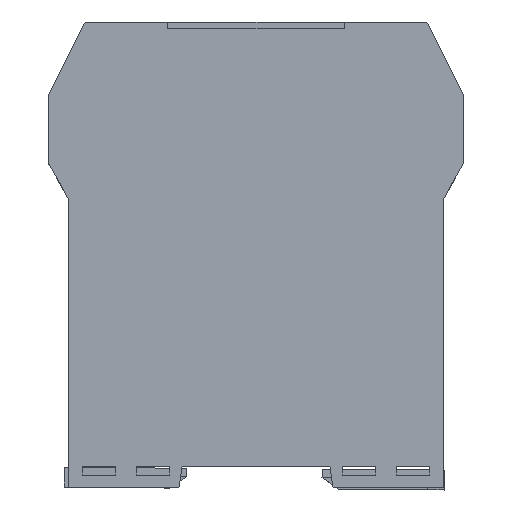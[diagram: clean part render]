
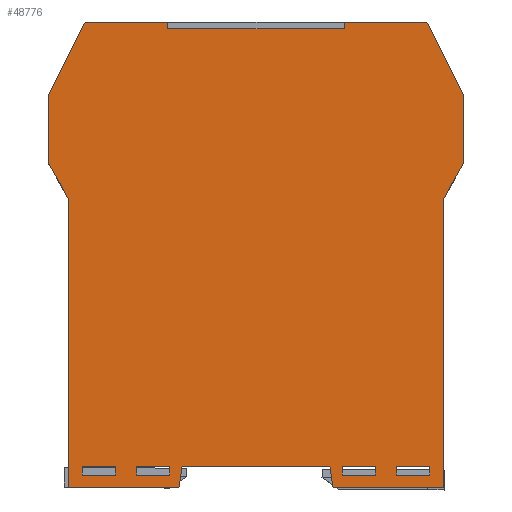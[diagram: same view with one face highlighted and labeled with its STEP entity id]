
A CAD part, top view. The second image highlights one B-rep face of the part: STEP entity #48776.
In plain terms, the highlighted planar face has unit normal (0, 0, 1).
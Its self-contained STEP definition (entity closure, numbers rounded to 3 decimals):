
#1218=LINE('',#69214,#7234);
#1222=LINE('',#69223,#7238);
#1226=LINE('',#69232,#7242);
#1230=LINE('',#69241,#7246);
#1244=LINE('',#69270,#7260);
#1248=LINE('',#69279,#7264);
#1252=LINE('',#69288,#7268);
#1256=LINE('',#69297,#7272);
#1276=LINE('',#69335,#7292);
#1287=LINE('',#69357,#7303);
#1300=LINE('',#69381,#7316);
#1311=LINE('',#69401,#7327);
#1319=LINE('',#69417,#7335);
#1346=LINE('',#69483,#7362);
#1348=LINE('',#69488,#7364);
#1734=LINE('',#70303,#7750);
#1737=LINE('',#70308,#7753);
#1739=LINE('',#70313,#7755);
#1741=LINE('',#70319,#7757);
#1743=LINE('',#70323,#7759);
#1745=LINE('',#70327,#7761);
#1747=LINE('',#70330,#7763);
#1748=LINE('',#70332,#7764);
#1749=LINE('',#70335,#7765);
#1751=LINE('',#70338,#7767);
#1752=LINE('',#70339,#7768);
#1753=LINE('',#70340,#7769);
#1754=LINE('',#70341,#7770);
#1755=LINE('',#70342,#7771);
#1757=LINE('',#70346,#7773);
#1759=LINE('',#70350,#7775);
#1761=LINE('',#70354,#7777);
#1763=LINE('',#70358,#7779);
#1765=LINE('',#70361,#7781);
#7234=VECTOR('',#55510,10.);
#7238=VECTOR('',#55516,10.);
#7242=VECTOR('',#55522,10.);
#7246=VECTOR('',#55528,10.);
#7260=VECTOR('',#55548,10.);
#7264=VECTOR('',#55554,10.);
#7268=VECTOR('',#55560,10.);
#7272=VECTOR('',#55566,10.);
#7292=VECTOR('',#55594,10.);
#7303=VECTOR('',#55613,10.);
#7316=VECTOR('',#55636,10.);
#7327=VECTOR('',#55655,10.);
#7335=VECTOR('',#55671,10.);
#7362=VECTOR('',#55714,10.);
#7364=VECTOR('',#55718,10.);
#7750=VECTOR('',#56482,10.);
#7753=VECTOR('',#56487,10.);
#7755=VECTOR('',#56491,10.);
#7757=VECTOR('',#56499,10.);
#7759=VECTOR('',#56503,10.);
#7761=VECTOR('',#56507,10.);
#7763=VECTOR('',#56511,10.);
#7764=VECTOR('',#56514,10.);
#7765=VECTOR('',#56517,10.);
#7767=VECTOR('',#56521,10.);
#7768=VECTOR('',#56522,10.);
#7769=VECTOR('',#56523,10.);
#7770=VECTOR('',#56524,10.);
#7771=VECTOR('',#56525,10.);
#7773=VECTOR('',#56529,10.);
#7775=VECTOR('',#56533,10.);
#7777=VECTOR('',#56537,10.);
#7779=VECTOR('',#56541,10.);
#7781=VECTOR('',#56545,10.);
#13244=PLANE('',#51556);
#15019=FACE_BOUND('',#18166,.T.);
#15020=FACE_BOUND('',#18167,.T.);
#15021=FACE_BOUND('',#18168,.T.);
#15022=FACE_BOUND('',#18169,.T.);
#15544=FACE_OUTER_BOUND('',#18165,.T.);
#18165=EDGE_LOOP('',(#35324,#35325,#35326,#35327,#35328,#35329,#35330,#35331,
#35332,#35333,#35334,#35335,#35336,#35337,#35338,#35339,#35340,#35341));
#18166=EDGE_LOOP('',(#35342,#35343,#35344,#35345));
#18167=EDGE_LOOP('',(#35346,#35347,#35348,#35349));
#18168=EDGE_LOOP('',(#35350,#35351,#35352,#35353));
#18169=EDGE_LOOP('',(#35354,#35355,#35356,#35357));
#21920=VERTEX_POINT('',#69212);
#21921=VERTEX_POINT('',#69213);
#21924=VERTEX_POINT('',#69221);
#21925=VERTEX_POINT('',#69222);
#21928=VERTEX_POINT('',#69230);
#21929=VERTEX_POINT('',#69231);
#21932=VERTEX_POINT('',#69239);
#21933=VERTEX_POINT('',#69240);
#21944=VERTEX_POINT('',#69268);
#21945=VERTEX_POINT('',#69269);
#21948=VERTEX_POINT('',#69277);
#21949=VERTEX_POINT('',#69278);
#21952=VERTEX_POINT('',#69286);
#21953=VERTEX_POINT('',#69287);
#21956=VERTEX_POINT('',#69295);
#21957=VERTEX_POINT('',#69296);
#21992=VERTEX_POINT('',#69414);
#21993=VERTEX_POINT('',#69416);
#22024=VERTEX_POINT('',#69481);
#22025=VERTEX_POINT('',#69485);
#22026=VERTEX_POINT('',#69487);
#22265=VERTEX_POINT('',#70300);
#22266=VERTEX_POINT('',#70302);
#22267=VERTEX_POINT('',#70306);
#22268=VERTEX_POINT('',#70310);
#22269=VERTEX_POINT('',#70312);
#22270=VERTEX_POINT('',#70318);
#22271=VERTEX_POINT('',#70322);
#22272=VERTEX_POINT('',#70326);
#22273=VERTEX_POINT('',#70334);
#22274=VERTEX_POINT('',#70345);
#22275=VERTEX_POINT('',#70349);
#22276=VERTEX_POINT('',#70353);
#22277=VERTEX_POINT('',#70357);
#26719=EDGE_CURVE('',#21920,#21921,#1218,.T.);
#26723=EDGE_CURVE('',#21924,#21925,#1222,.T.);
#26727=EDGE_CURVE('',#21928,#21929,#1226,.T.);
#26731=EDGE_CURVE('',#21932,#21933,#1230,.T.);
#26745=EDGE_CURVE('',#21944,#21945,#1244,.T.);
#26749=EDGE_CURVE('',#21948,#21949,#1248,.T.);
#26753=EDGE_CURVE('',#21952,#21953,#1252,.T.);
#26757=EDGE_CURVE('',#21956,#21957,#1256,.T.);
#26777=EDGE_CURVE('',#21933,#21928,#1276,.T.);
#26788=EDGE_CURVE('',#21925,#21920,#1287,.T.);
#26801=EDGE_CURVE('',#21949,#21944,#1300,.T.);
#26812=EDGE_CURVE('',#21957,#21952,#1311,.T.);
#26820=EDGE_CURVE('',#21992,#21993,#1319,.T.);
#26854=EDGE_CURVE('',#22024,#21992,#1346,.T.);
#26856=EDGE_CURVE('',#22025,#22026,#1348,.T.);
#27260=EDGE_CURVE('',#22265,#22266,#1734,.T.);
#27263=EDGE_CURVE('',#22267,#22265,#1737,.T.);
#27265=EDGE_CURVE('',#22268,#22269,#1739,.T.);
#27267=EDGE_CURVE('',#22269,#22270,#1741,.T.);
#27269=EDGE_CURVE('',#22270,#22271,#1743,.T.);
#27271=EDGE_CURVE('',#22271,#22272,#1745,.T.);
#27273=EDGE_CURVE('',#22272,#22267,#1747,.T.);
#27274=EDGE_CURVE('',#22266,#22024,#1748,.T.);
#27275=EDGE_CURVE('',#21993,#22273,#1749,.T.);
#27277=EDGE_CURVE('',#21953,#21956,#1751,.T.);
#27278=EDGE_CURVE('',#21945,#21948,#1752,.T.);
#27279=EDGE_CURVE('',#22273,#22025,#1753,.T.);
#27280=EDGE_CURVE('',#21929,#21932,#1754,.T.);
#27281=EDGE_CURVE('',#21921,#21924,#1755,.T.);
#27283=EDGE_CURVE('',#22026,#22274,#1757,.T.);
#27285=EDGE_CURVE('',#22274,#22275,#1759,.T.);
#27287=EDGE_CURVE('',#22275,#22276,#1761,.T.);
#27289=EDGE_CURVE('',#22276,#22277,#1763,.T.);
#27291=EDGE_CURVE('',#22277,#22268,#1765,.T.);
#35324=ORIENTED_EDGE('',*,*,#27267,.F.);
#35325=ORIENTED_EDGE('',*,*,#27265,.F.);
#35326=ORIENTED_EDGE('',*,*,#27291,.F.);
#35327=ORIENTED_EDGE('',*,*,#27289,.F.);
#35328=ORIENTED_EDGE('',*,*,#27287,.F.);
#35329=ORIENTED_EDGE('',*,*,#27285,.F.);
#35330=ORIENTED_EDGE('',*,*,#27283,.F.);
#35331=ORIENTED_EDGE('',*,*,#26856,.F.);
#35332=ORIENTED_EDGE('',*,*,#27279,.F.);
#35333=ORIENTED_EDGE('',*,*,#27275,.F.);
#35334=ORIENTED_EDGE('',*,*,#26820,.F.);
#35335=ORIENTED_EDGE('',*,*,#26854,.F.);
#35336=ORIENTED_EDGE('',*,*,#27274,.F.);
#35337=ORIENTED_EDGE('',*,*,#27260,.F.);
#35338=ORIENTED_EDGE('',*,*,#27263,.F.);
#35339=ORIENTED_EDGE('',*,*,#27273,.F.);
#35340=ORIENTED_EDGE('',*,*,#27271,.F.);
#35341=ORIENTED_EDGE('',*,*,#27269,.F.);
#35342=ORIENTED_EDGE('',*,*,#26723,.T.);
#35343=ORIENTED_EDGE('',*,*,#26788,.T.);
#35344=ORIENTED_EDGE('',*,*,#26719,.T.);
#35345=ORIENTED_EDGE('',*,*,#27281,.T.);
#35346=ORIENTED_EDGE('',*,*,#26731,.T.);
#35347=ORIENTED_EDGE('',*,*,#26777,.T.);
#35348=ORIENTED_EDGE('',*,*,#26727,.T.);
#35349=ORIENTED_EDGE('',*,*,#27280,.T.);
#35350=ORIENTED_EDGE('',*,*,#26749,.T.);
#35351=ORIENTED_EDGE('',*,*,#26801,.T.);
#35352=ORIENTED_EDGE('',*,*,#26745,.T.);
#35353=ORIENTED_EDGE('',*,*,#27278,.T.);
#35354=ORIENTED_EDGE('',*,*,#26757,.T.);
#35355=ORIENTED_EDGE('',*,*,#26812,.T.);
#35356=ORIENTED_EDGE('',*,*,#26753,.T.);
#35357=ORIENTED_EDGE('',*,*,#27277,.T.);
#48776=ADVANCED_FACE('',(#15544,#15019,#15020,#15021,#15022),#13244,.T.);
#51556=AXIS2_PLACEMENT_3D('',#70362,#56546,#56547);
#55510=DIRECTION('',(0.,1.,0.));
#55516=DIRECTION('',(0.,-1.,0.));
#55522=DIRECTION('',(0.,1.,0.));
#55528=DIRECTION('',(0.,-1.,0.));
#55548=DIRECTION('',(0.,1.,0.));
#55554=DIRECTION('',(0.,-1.,0.));
#55560=DIRECTION('',(0.,1.,0.));
#55566=DIRECTION('',(0.,-1.,0.));
#55594=DIRECTION('',(-1.,0.,0.));
#55613=DIRECTION('',(-1.,0.,0.));
#55636=DIRECTION('',(-1.,0.,0.));
#55655=DIRECTION('',(-1.,0.,0.));
#55671=DIRECTION('',(-1.,0.,0.));
#55714=DIRECTION('',(0.,-1.,0.));
#55718=DIRECTION('',(-0.148,-0.989,0.));
#56482=DIRECTION('',(0.,-1.,0.));
#56487=DIRECTION('',(0.451,-0.892,0.));
#56491=DIRECTION('',(1.,0.,0.));
#56499=DIRECTION('',(0.,-1.,0.));
#56503=DIRECTION('',(1.,0.,0.));
#56507=DIRECTION('',(0.,1.,0.));
#56511=DIRECTION('',(1.,0.,0.));
#56514=DIRECTION('',(-0.49,-0.872,0.));
#56517=DIRECTION('',(-0.148,0.989,0.));
#56521=DIRECTION('',(1.,0.,0.));
#56522=DIRECTION('',(1.,0.,0.));
#56523=DIRECTION('',(-1.,0.,0.));
#56524=DIRECTION('',(1.,0.,0.));
#56525=DIRECTION('',(1.,0.,0.));
#56529=DIRECTION('',(-1.,0.,0.));
#56533=DIRECTION('',(0.,1.,0.));
#56537=DIRECTION('',(-0.49,0.872,0.));
#56541=DIRECTION('',(0.,1.,0.));
#56545=DIRECTION('',(0.451,0.892,0.));
#56546=DIRECTION('center_axis',(0.,0.,1.));
#56547=DIRECTION('ref_axis',(1.,0.,0.));
#69212=CARTESIAN_POINT('',(-0.7,-107.25,8.75));
#69213=CARTESIAN_POINT('',(-0.7,-105.15,8.75));
#69214=CARTESIAN_POINT('',(-0.7,-81.623,8.75));
#69221=CARTESIAN_POINT('',(7.2,-105.15,8.75));
#69222=CARTESIAN_POINT('',(7.2,-107.25,8.75));
#69223=CARTESIAN_POINT('',(7.2,-80.573,8.75));
#69230=CARTESIAN_POINT('',(12.2,-107.25,8.75));
#69231=CARTESIAN_POINT('',(12.2,-105.15,8.75));
#69232=CARTESIAN_POINT('',(12.2,-81.623,8.75));
#69239=CARTESIAN_POINT('',(20.1,-105.15,8.75));
#69240=CARTESIAN_POINT('',(20.1,-107.25,8.75));
#69241=CARTESIAN_POINT('',(20.1,-80.573,8.75));
#69268=CARTESIAN_POINT('',(60.9,-107.25,8.75));
#69269=CARTESIAN_POINT('',(60.9,-105.15,8.75));
#69270=CARTESIAN_POINT('',(60.9,-81.623,8.75));
#69277=CARTESIAN_POINT('',(68.8,-105.15,8.75));
#69278=CARTESIAN_POINT('',(68.8,-107.25,8.75));
#69279=CARTESIAN_POINT('',(68.8,-80.573,8.75));
#69286=CARTESIAN_POINT('',(73.8,-107.25,8.75));
#69287=CARTESIAN_POINT('',(73.8,-105.15,8.75));
#69288=CARTESIAN_POINT('',(73.8,-81.623,8.75));
#69295=CARTESIAN_POINT('',(81.7,-105.15,8.75));
#69296=CARTESIAN_POINT('',(81.7,-107.25,8.75));
#69297=CARTESIAN_POINT('',(81.7,-80.573,8.75));
#69335=CARTESIAN_POINT('',(30.3,-107.25,8.75));
#69357=CARTESIAN_POINT('',(23.85,-107.25,8.75));
#69381=CARTESIAN_POINT('',(54.65,-107.25,8.75));
#69401=CARTESIAN_POINT('',(61.1,-107.25,8.75));
#69414=CARTESIAN_POINT('',(85.,-110.15,8.75));
#69416=CARTESIAN_POINT('',(58.75,-110.15,8.75));
#69417=CARTESIAN_POINT('',(85.,-110.15,8.75));
#69481=CARTESIAN_POINT('',(85.,-41.65,8.75));
#69483=CARTESIAN_POINT('',(85.,-41.65,8.75));
#69485=CARTESIAN_POINT('',(23.,-105.15,8.75));
#69487=CARTESIAN_POINT('',(22.25,-110.15,8.75));
#69488=CARTESIAN_POINT('',(23.,-105.15,8.75));
#70300=CARTESIAN_POINT('',(89.75,-17.3,8.75));
#70302=CARTESIAN_POINT('',(89.75,-33.2,8.75));
#70303=CARTESIAN_POINT('',(89.75,-17.3,8.75));
#70306=CARTESIAN_POINT('',(81.,0.,8.75));
#70308=CARTESIAN_POINT('',(81.,0.,8.75));
#70310=CARTESIAN_POINT('',(0.,0.,8.75));
#70312=CARTESIAN_POINT('',(19.6,0.,8.75));
#70313=CARTESIAN_POINT('',(0.,0.,8.75));
#70318=CARTESIAN_POINT('',(19.6,-1.5,8.75));
#70319=CARTESIAN_POINT('',(19.6,0.,8.75));
#70322=CARTESIAN_POINT('',(61.4,-1.5,8.75));
#70323=CARTESIAN_POINT('',(19.6,-1.5,8.75));
#70326=CARTESIAN_POINT('',(61.4,0.,8.75));
#70327=CARTESIAN_POINT('',(61.4,-1.5,8.75));
#70330=CARTESIAN_POINT('',(61.4,0.,8.75));
#70332=CARTESIAN_POINT('',(89.75,-33.2,8.75));
#70334=CARTESIAN_POINT('',(58.,-105.15,8.75));
#70335=CARTESIAN_POINT('',(58.75,-110.15,8.75));
#70338=CARTESIAN_POINT('',(57.15,-105.15,8.75));
#70339=CARTESIAN_POINT('',(50.7,-105.15,8.75));
#70340=CARTESIAN_POINT('',(58.,-105.15,8.75));
#70341=CARTESIAN_POINT('',(26.35,-105.15,8.75));
#70342=CARTESIAN_POINT('',(19.9,-105.15,8.75));
#70345=CARTESIAN_POINT('',(-4.,-110.15,8.75));
#70346=CARTESIAN_POINT('',(22.25,-110.15,8.75));
#70349=CARTESIAN_POINT('',(-4.,-41.65,8.75));
#70350=CARTESIAN_POINT('',(-4.,-110.15,8.75));
#70353=CARTESIAN_POINT('',(-8.75,-33.2,8.75));
#70354=CARTESIAN_POINT('',(-4.,-41.65,8.75));
#70357=CARTESIAN_POINT('',(-8.75,-17.3,8.75));
#70358=CARTESIAN_POINT('',(-8.75,-33.2,8.75));
#70361=CARTESIAN_POINT('',(-8.75,-17.3,8.75));
#70362=CARTESIAN_POINT('Origin',(40.5,-55.997,8.75));
